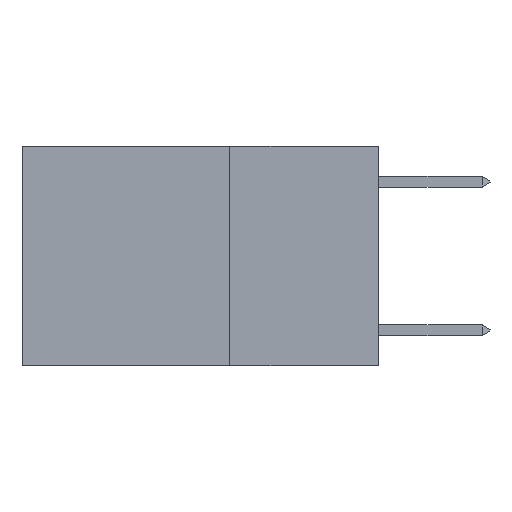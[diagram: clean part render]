
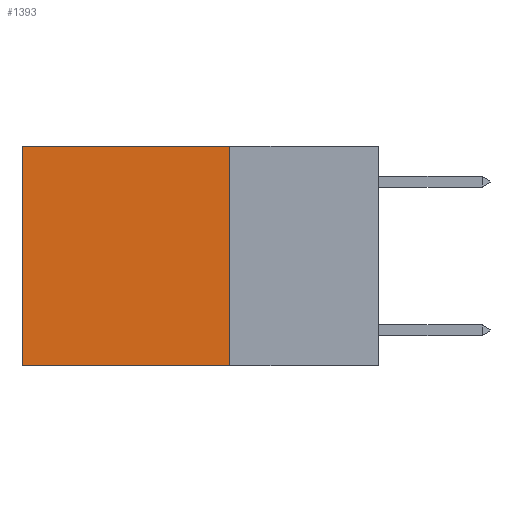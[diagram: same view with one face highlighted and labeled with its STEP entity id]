
A CAD part, left-side view. The second image highlights one B-rep face of the part: STEP entity #1393.
In plain terms, the highlighted planar face has unit normal (-1, 0, 0).
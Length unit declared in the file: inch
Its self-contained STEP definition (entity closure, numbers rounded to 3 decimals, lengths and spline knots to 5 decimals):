
#471 = FACE_OUTER_BOUND ( 'NONE', #17450, .T. ) ;
#610 = ORIENTED_EDGE ( 'NONE', *, *, #6311, .T. ) ;
#1393 = ADVANCED_FACE ( 'NONE', ( #471 ), #10576, .F. ) ;
#1443 = VERTEX_POINT ( 'NONE', #15113 ) ;
#2495 = CARTESIAN_POINT ( 'NONE',  ( 0.2625, 0.6, 0. ) ) ;
#2608 = VECTOR ( 'NONE', #4924, 39.37008 ) ;
#2925 = DIRECTION ( 'NONE',  ( 0., 0., -1. ) ) ;
#3792 = CARTESIAN_POINT ( 'NONE',  ( 0.2625, 0.25, -0.37 ) ) ;
#3930 = EDGE_CURVE ( 'NONE', #13898, #1443, #16679, .T. ) ;
#4050 = VERTEX_POINT ( 'NONE', #2495 ) ;
#4363 = VECTOR ( 'NONE', #6518, 39.37008 ) ;
#4750 = VECTOR ( 'NONE', #17202, 39.37008 ) ;
#4924 = DIRECTION ( 'NONE',  ( 0., 0., -1. ) ) ;
#5172 = LINE ( 'NONE', #18561, #4750 ) ;
#5290 = AXIS2_PLACEMENT_3D ( 'NONE', #6416, #16484, #7677 ) ;
#5657 = VECTOR ( 'NONE', #2925, 39.37008 ) ;
#6311 = EDGE_CURVE ( 'NONE', #13898, #4050, #5172, .T. ) ;
#6416 = CARTESIAN_POINT ( 'NONE',  ( 0.2625, 0.25, 0. ) ) ;
#6518 = DIRECTION ( 'NONE',  ( 0., 1., 0. ) ) ;
#6910 = EDGE_CURVE ( 'NONE', #4050, #12127, #14446, .T. ) ;
#7677 = DIRECTION ( 'NONE',  ( 0., 0., -1. ) ) ;
#8736 = CARTESIAN_POINT ( 'NONE',  ( 0.2625, 0.6, 0. ) ) ;
#10576 = PLANE ( 'NONE',  #5290 ) ;
#11053 = ORIENTED_EDGE ( 'NONE', *, *, #3930, .F. ) ;
#11781 = ORIENTED_EDGE ( 'NONE', *, *, #15619, .F. ) ;
#12127 = VERTEX_POINT ( 'NONE', #13285 ) ;
#12992 = ORIENTED_EDGE ( 'NONE', *, *, #6910, .T. ) ;
#13285 = CARTESIAN_POINT ( 'NONE',  ( 0.2625, 0.6, -0.37 ) ) ;
#13898 = VERTEX_POINT ( 'NONE', #15686 ) ;
#14446 = LINE ( 'NONE', #8736, #5657 ) ;
#15113 = CARTESIAN_POINT ( 'NONE',  ( 0.2625, 0.25, -0.37 ) ) ;
#15487 = CARTESIAN_POINT ( 'NONE',  ( 0.2625, 0.25, 0. ) ) ;
#15619 = EDGE_CURVE ( 'NONE', #1443, #12127, #18530, .T. ) ;
#15686 = CARTESIAN_POINT ( 'NONE',  ( 0.2625, 0.25, 0. ) ) ;
#16484 = DIRECTION ( 'NONE',  ( 1., 0., 0. ) ) ;
#16679 = LINE ( 'NONE', #15487, #2608 ) ;
#17202 = DIRECTION ( 'NONE',  ( 0., 1., 0. ) ) ;
#17450 = EDGE_LOOP ( 'NONE', ( #12992, #11781, #11053, #610 ) ) ;
#18530 = LINE ( 'NONE', #3792, #4363 ) ;
#18561 = CARTESIAN_POINT ( 'NONE',  ( 0.2625, 0.25, 0. ) ) ;
